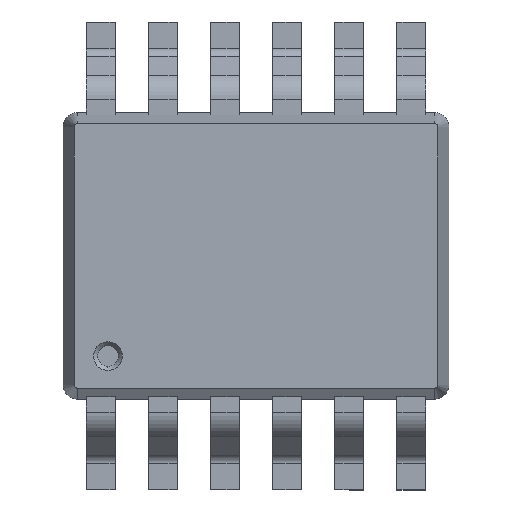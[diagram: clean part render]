
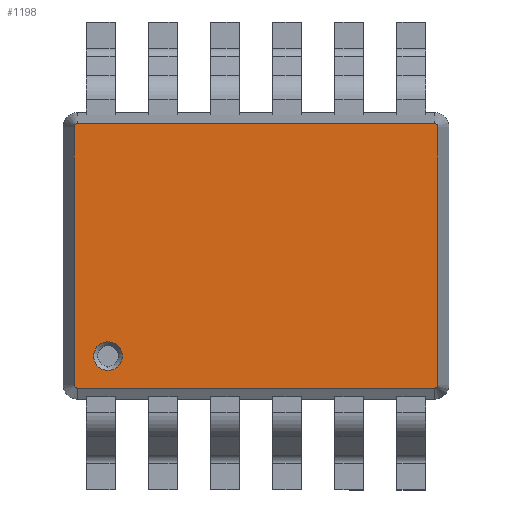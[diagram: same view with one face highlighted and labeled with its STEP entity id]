
A CAD part, top view. The second image highlights one B-rep face of the part: STEP entity #1198.
In plain terms, the highlighted planar face has unit normal (0, 0, 1).
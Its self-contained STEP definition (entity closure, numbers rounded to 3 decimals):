
#35 = VERTEX_POINT('',#36);
#36 = CARTESIAN_POINT('',(-0.9,1.55,1.1));
#42 = EDGE_CURVE('',#43,#35,#45,.T.);
#43 = VERTEX_POINT('',#44);
#44 = CARTESIAN_POINT('',(-1.2,1.55,1.1));
#45 = CIRCLE('',#46,0.15);
#46 = AXIS2_PLACEMENT_3D('',#47,#48,#49);
#47 = CARTESIAN_POINT('',(-1.05,1.55,1.1));
#48 = DIRECTION('',(0.,0.,1.));
#49 = DIRECTION('',(1.,0.,-0.));
#316 = VERTEX_POINT('',#317);
#317 = CARTESIAN_POINT('',(-1.385,-1.87,1.1));
#323 = EDGE_CURVE('',#324,#316,#326,.T.);
#324 = VERTEX_POINT('',#325);
#325 = CARTESIAN_POINT('',(-1.385,1.87,1.1));
#326 = LINE('',#327,#328);
#327 = CARTESIAN_POINT('',(-1.385,1.87,1.1));
#328 = VECTOR('',#329,1.);
#329 = DIRECTION('',(0.,-1.,-0.));
#846 = VERTEX_POINT('',#847);
#847 = CARTESIAN_POINT('',(1.385,1.87,1.1));
#853 = EDGE_CURVE('',#854,#846,#856,.T.);
#854 = VERTEX_POINT('',#855);
#855 = CARTESIAN_POINT('',(1.385,-1.87,1.1));
#856 = LINE('',#857,#858);
#857 = CARTESIAN_POINT('',(1.385,1.87,1.1));
#858 = VECTOR('',#859,1.);
#859 = DIRECTION('',(-0.,1.,-0.));
#1070 = EDGE_CURVE('',#1071,#324,#1073,.T.);
#1071 = VERTEX_POINT('',#1072);
#1072 = CARTESIAN_POINT('',(-1.35,1.905,1.1));
#1073 = CIRCLE('',#1074,0.035);
#1074 = AXIS2_PLACEMENT_3D('',#1075,#1076,#1077);
#1075 = CARTESIAN_POINT('',(-1.35,1.87,1.1));
#1076 = DIRECTION('',(0.,0.,1.));
#1077 = DIRECTION('',(-1.,0.,0.));
#1095 = VERTEX_POINT('',#1096);
#1096 = CARTESIAN_POINT('',(-1.35,-1.905,1.1));
#1102 = EDGE_CURVE('',#316,#1095,#1103,.T.);
#1103 = CIRCLE('',#1104,0.035);
#1104 = AXIS2_PLACEMENT_3D('',#1105,#1106,#1107);
#1105 = CARTESIAN_POINT('',(-1.35,-1.87,1.1));
#1106 = DIRECTION('',(0.,0.,1.));
#1107 = DIRECTION('',(-1.,0.,0.));
#1120 = VERTEX_POINT('',#1121);
#1121 = CARTESIAN_POINT('',(1.35,-1.905,1.1));
#1127 = EDGE_CURVE('',#1095,#1120,#1128,.T.);
#1128 = LINE('',#1129,#1130);
#1129 = CARTESIAN_POINT('',(-1.35,-1.905,1.1));
#1130 = VECTOR('',#1131,1.);
#1131 = DIRECTION('',(1.,-0.,-0.));
#1144 = EDGE_CURVE('',#1120,#854,#1145,.T.);
#1145 = CIRCLE('',#1146,0.035);
#1146 = AXIS2_PLACEMENT_3D('',#1147,#1148,#1149);
#1147 = CARTESIAN_POINT('',(1.35,-1.87,1.1));
#1148 = DIRECTION('',(0.,0.,1.));
#1149 = DIRECTION('',(-1.,0.,0.));
#1162 = VERTEX_POINT('',#1163);
#1163 = CARTESIAN_POINT('',(1.35,1.905,1.1));
#1169 = EDGE_CURVE('',#846,#1162,#1170,.T.);
#1170 = CIRCLE('',#1171,0.035);
#1171 = AXIS2_PLACEMENT_3D('',#1172,#1173,#1174);
#1172 = CARTESIAN_POINT('',(1.35,1.87,1.1));
#1173 = DIRECTION('',(0.,0.,1.));
#1174 = DIRECTION('',(-1.,0.,0.));
#1187 = EDGE_CURVE('',#1162,#1071,#1188,.T.);
#1188 = LINE('',#1189,#1190);
#1189 = CARTESIAN_POINT('',(-1.35,1.905,1.1));
#1190 = VECTOR('',#1191,1.);
#1191 = DIRECTION('',(-1.,-0.,-0.));
#1198 = ADVANCED_FACE('',(#1199,#1209),#1219,.F.);
#1199 = FACE_BOUND('',#1200,.T.);
#1200 = EDGE_LOOP('',(#1201,#1208));
#1201 = ORIENTED_EDGE('',*,*,#1202,.F.);
#1202 = EDGE_CURVE('',#35,#43,#1203,.T.);
#1203 = CIRCLE('',#1204,0.15);
#1204 = AXIS2_PLACEMENT_3D('',#1205,#1206,#1207);
#1205 = CARTESIAN_POINT('',(-1.05,1.55,1.1));
#1206 = DIRECTION('',(0.,0.,1.));
#1207 = DIRECTION('',(1.,0.,-0.));
#1208 = ORIENTED_EDGE('',*,*,#42,.F.);
#1209 = FACE_BOUND('',#1210,.T.);
#1210 = EDGE_LOOP('',(#1211,#1212,#1213,#1214,#1215,#1216,#1217,#1218));
#1211 = ORIENTED_EDGE('',*,*,#1070,.T.);
#1212 = ORIENTED_EDGE('',*,*,#323,.T.);
#1213 = ORIENTED_EDGE('',*,*,#1102,.T.);
#1214 = ORIENTED_EDGE('',*,*,#1127,.T.);
#1215 = ORIENTED_EDGE('',*,*,#1144,.T.);
#1216 = ORIENTED_EDGE('',*,*,#853,.T.);
#1217 = ORIENTED_EDGE('',*,*,#1169,.T.);
#1218 = ORIENTED_EDGE('',*,*,#1187,.T.);
#1219 = PLANE('',#1220);
#1220 = AXIS2_PLACEMENT_3D('',#1221,#1222,#1223);
#1221 = CARTESIAN_POINT('',(-1.35,1.87,1.1));
#1222 = DIRECTION('',(-0.,0.,-1.));
#1223 = DIRECTION('',(-1.,0.,0.));
